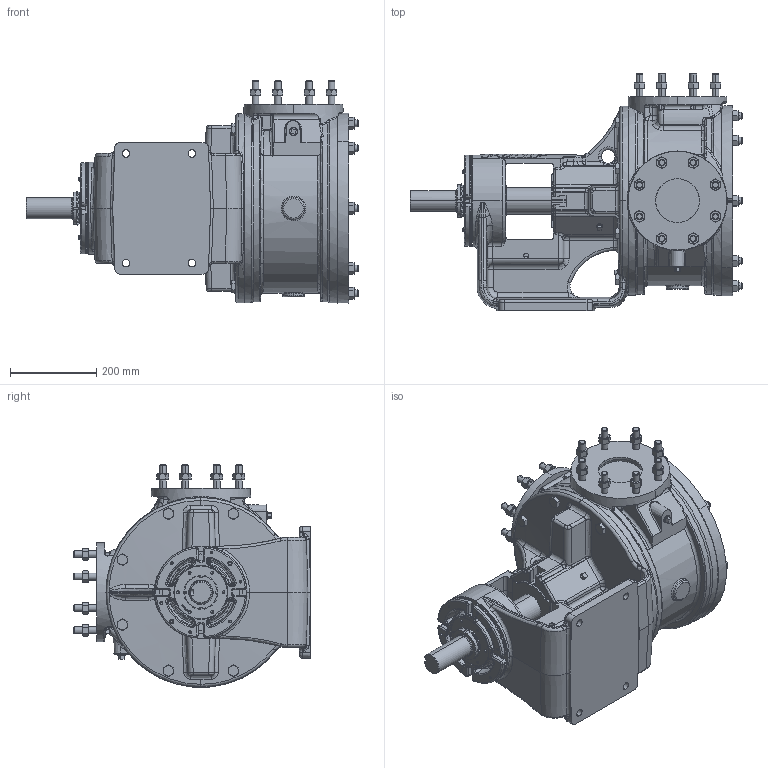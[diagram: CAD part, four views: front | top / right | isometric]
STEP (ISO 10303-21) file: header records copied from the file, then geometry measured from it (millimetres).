
FILE_DESCRIPTION (( 'STEP AP214' ), '1' );
FILE_NAME ('M124A.STEP', '2016-09-09T19:35:52', ( '' ), ( '' ), 'SwSTEP 2.0', 'SolidWorks 2015', '' );
FILE_SCHEMA (( 'AUTOMOTIVE_DESIGN' ));
Length unit declared in the file: inch
Products named in the file (2): M124A
Bounding box: 768.63 x 549.15 x 514.65 mm (x, y, z)
Volume: 49543639.8 mm3; surface area: 1643481.1 mm2
Topology: 1 solids, 1 shells, 3513 faces, 8936 edges, 5488 vertices
Faces by surface type: plane 1143, cylinder 932, bspline 673, cone 583, torus 157, sphere 25
Entity records: 240775 total; most frequent: CARTESIAN_POINT 132057, ORIENTED_EDGE 17634, DIRECTION 14629, EDGE_CURVE 8817, AXIS2_PLACEMENT_3D 5719, VERTEX_POINT 5487, EDGE_LOOP 3712, FACE_OUTER_BOUND 3513
